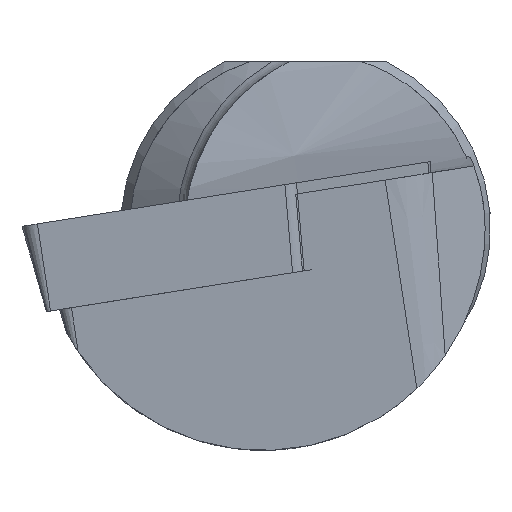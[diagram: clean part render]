
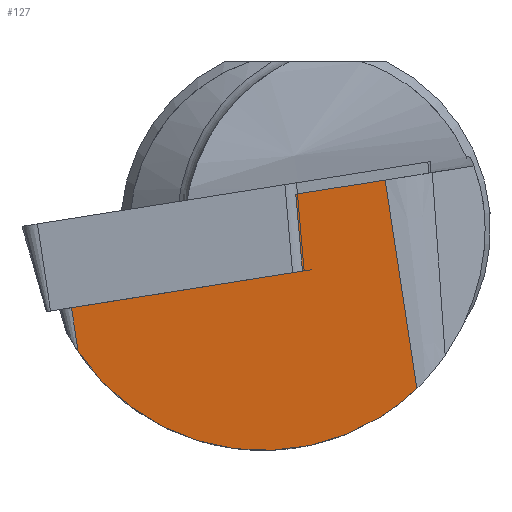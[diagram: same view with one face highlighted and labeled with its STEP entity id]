
A CAD part, left-side view. The second image highlights one B-rep face of the part: STEP entity #127.
In plain terms, the highlighted planar face has unit normal (-0.991, -0.07, -0.112).
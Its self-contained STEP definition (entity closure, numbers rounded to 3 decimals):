
#127=ADVANCED_FACE('',(#185),#167,.T.);
#167=PLANE('',#744);
#185=FACE_OUTER_BOUND('',#224,.T.);
#224=EDGE_LOOP('',(#275,#276,#277,#278,#279,#280));
#265=ELLIPSE('',#743,6.053,6.);
#275=ORIENTED_EDGE('',*,*,#552,.F.);
#276=ORIENTED_EDGE('',*,*,#553,.F.);
#277=ORIENTED_EDGE('',*,*,#554,.F.);
#278=ORIENTED_EDGE('',*,*,#555,.T.);
#279=ORIENTED_EDGE('',*,*,#556,.T.);
#280=ORIENTED_EDGE('',*,*,#557,.F.);
#483=VERTEX_POINT('',#997);
#484=VERTEX_POINT('',#998);
#485=VERTEX_POINT('',#1000);
#486=VERTEX_POINT('',#1002);
#487=VERTEX_POINT('',#1004);
#488=VERTEX_POINT('',#1006);
#552=EDGE_CURVE('',#483,#484,#656,.T.);
#553=EDGE_CURVE('',#485,#483,#657,.T.);
#554=EDGE_CURVE('',#486,#485,#658,.T.);
#555=EDGE_CURVE('',#486,#487,#265,.T.);
#556=EDGE_CURVE('',#487,#488,#659,.T.);
#557=EDGE_CURVE('',#484,#488,#660,.T.);
#656=LINE('',#996,#699);
#657=LINE('',#999,#700);
#658=LINE('',#1001,#701);
#659=LINE('',#1005,#702);
#660=LINE('',#1007,#703);
#699=VECTOR('',#814,1.);
#700=VECTOR('',#815,1.);
#701=VECTOR('',#816,1.);
#702=VECTOR('',#819,1.);
#703=VECTOR('',#820,1.);
#743=AXIS2_PLACEMENT_3D('',#1003,#817,#818);
#744=AXIS2_PLACEMENT_3D('',#1008,#821,#822);
#814=DIRECTION('',(-0.118,0.086,0.989));
#815=DIRECTION('',(0.052,-0.986,0.156));
#816=DIRECTION('',(-0.122,0.149,0.981));
#817=DIRECTION('',(-0.991,-0.07,-0.112));
#818=DIRECTION('',(0.132,-0.523,-0.842));
#819=DIRECTION('',(-0.122,0.149,0.981));
#820=DIRECTION('',(0.052,-0.986,0.156));
#821=DIRECTION('',(-0.991,-0.07,-0.112));
#822=DIRECTION('',(-0.113,0.,0.994));
#996=CARTESIAN_POINT('',(0.553,0.254,0.815));
#997=CARTESIAN_POINT('',(0.788,0.082,-1.156));
#998=CARTESIAN_POINT('',(0.54,0.264,0.922));
#999=CARTESIAN_POINT('',(0.461,6.321,-2.144));
#1000=CARTESIAN_POINT('',(0.461,6.321,-2.144));
#1001=CARTESIAN_POINT('',(0.169,6.679,0.209));
#1002=CARTESIAN_POINT('',(0.608,6.141,-3.33));
#1003=CARTESIAN_POINT('',(0.582,1.15,0.));
#1004=CARTESIAN_POINT('',(1.365,-3.007,-4.327));
#1005=CARTESIAN_POINT('',(0.63,-2.107,1.601));
#1006=CARTESIAN_POINT('',(0.667,-2.152,1.304));
#1007=CARTESIAN_POINT('',(0.206,6.634,-0.087));
#1008=CARTESIAN_POINT('',(0.169,6.679,0.209));
